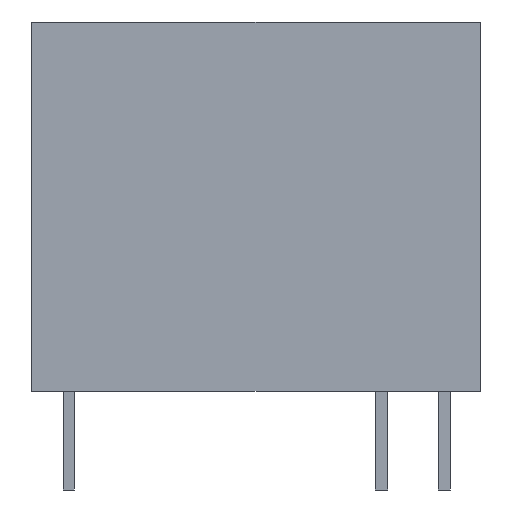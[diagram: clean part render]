
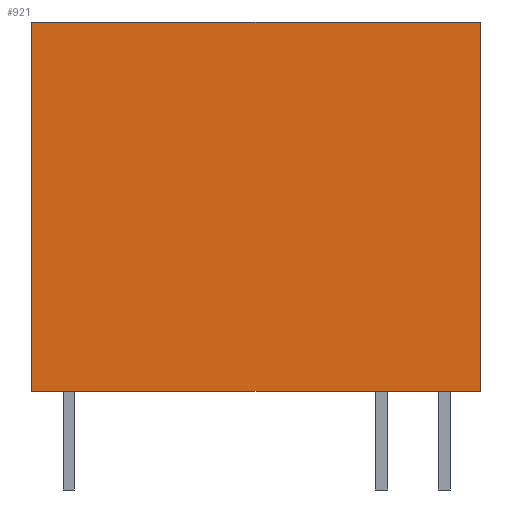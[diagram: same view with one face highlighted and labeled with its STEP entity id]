
A CAD part, front view. The second image highlights one B-rep face of the part: STEP entity #921.
In plain terms, the highlighted planar face has unit normal (0, -1, 0).
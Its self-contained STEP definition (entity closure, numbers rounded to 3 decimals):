
#35 = LINE ( 'NONE', #744, #428 ) ;
#53 = DIRECTION ( 'NONE',  ( 0., 0., -1. ) ) ;
#87 = AXIS2_PLACEMENT_3D ( 'NONE', #270, #999, #1291 ) ;
#116 = CARTESIAN_POINT ( 'NONE',  ( -9.1, -5., 0. ) ) ;
#118 = EDGE_CURVE ( 'NONE', #1193, #953, #405, .T. ) ;
#173 = CARTESIAN_POINT ( 'NONE',  ( 9.1, -5., 0. ) ) ;
#222 = VERTEX_POINT ( 'NONE', #1254 ) ;
#231 = ORIENTED_EDGE ( 'NONE', *, *, #891, .T. ) ;
#270 = CARTESIAN_POINT ( 'NONE',  ( -9.1, -5., 15. ) ) ;
#318 = CARTESIAN_POINT ( 'NONE',  ( 9.1, -5., 15. ) ) ;
#333 = ORIENTED_EDGE ( 'NONE', *, *, #1256, .F. ) ;
#353 = CARTESIAN_POINT ( 'NONE',  ( -9.1, -5., 15. ) ) ;
#405 = LINE ( 'NONE', #116, #1129 ) ;
#428 = VECTOR ( 'NONE', #53, 1000. ) ;
#599 = CARTESIAN_POINT ( 'NONE',  ( -9.1, -5., 0. ) ) ;
#638 = VERTEX_POINT ( 'NONE', #353 ) ;
#691 = DIRECTION ( 'NONE',  ( 1., 0., 0. ) ) ;
#703 = DIRECTION ( 'NONE',  ( 1., 0., 0. ) ) ;
#707 = ORIENTED_EDGE ( 'NONE', *, *, #1101, .F. ) ;
#715 = DIRECTION ( 'NONE',  ( 0., 0., -1. ) ) ;
#724 = VECTOR ( 'NONE', #715, 1000. ) ;
#744 = CARTESIAN_POINT ( 'NONE',  ( -9.1, -5., 15. ) ) ;
#754 = PLANE ( 'NONE',  #87 ) ;
#776 = EDGE_LOOP ( 'NONE', ( #971, #333, #707, #231 ) ) ;
#806 = VECTOR ( 'NONE', #691, 1000. ) ;
#891 = EDGE_CURVE ( 'NONE', #638, #1193, #35, .T. ) ;
#921 = ADVANCED_FACE ( 'NONE', ( #1172 ), #754, .F. ) ;
#953 = VERTEX_POINT ( 'NONE', #173 ) ;
#971 = ORIENTED_EDGE ( 'NONE', *, *, #118, .T. ) ;
#999 = DIRECTION ( 'NONE',  ( 0., 1., 0. ) ) ;
#1012 = LINE ( 'NONE', #318, #724 ) ;
#1101 = EDGE_CURVE ( 'NONE', #638, #222, #1304, .T. ) ;
#1129 = VECTOR ( 'NONE', #703, 1000. ) ;
#1172 = FACE_OUTER_BOUND ( 'NONE', #776, .T. ) ;
#1193 = VERTEX_POINT ( 'NONE', #599 ) ;
#1254 = CARTESIAN_POINT ( 'NONE',  ( 9.1, -5., 15. ) ) ;
#1256 = EDGE_CURVE ( 'NONE', #222, #953, #1012, .T. ) ;
#1285 = CARTESIAN_POINT ( 'NONE',  ( -9.1, -5., 15. ) ) ;
#1291 = DIRECTION ( 'NONE',  ( 0., 0., 1. ) ) ;
#1304 = LINE ( 'NONE', #1285, #806 ) ;
